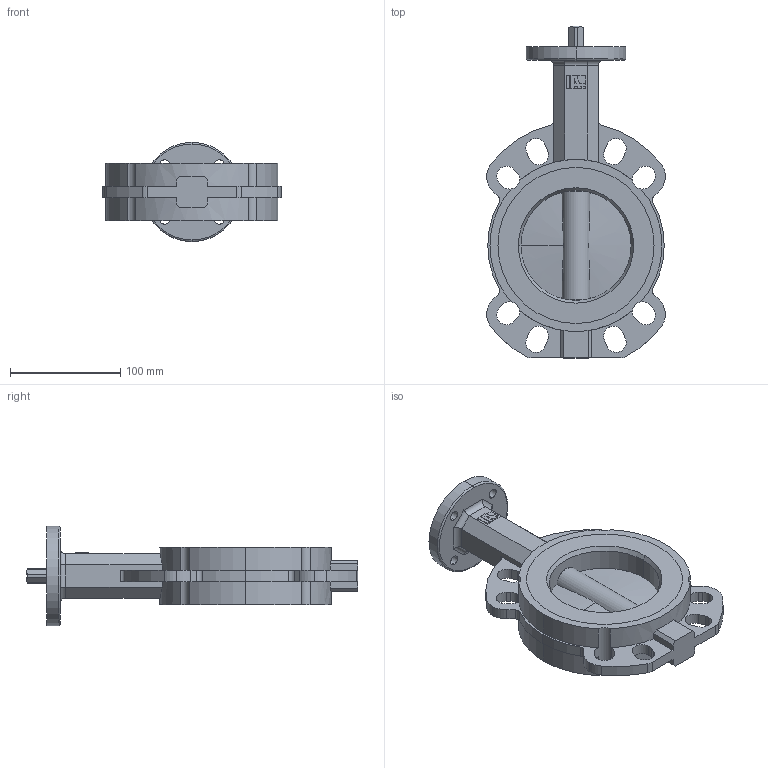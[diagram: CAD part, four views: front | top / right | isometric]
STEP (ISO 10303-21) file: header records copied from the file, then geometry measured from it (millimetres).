
FILE_DESCRIPTION (( 'STEP AP214' ), '1' );
FILE_NAME ('D10100.step', '2013-07-30T15:01:41', ( 'mbuehlmann' ), ( '' ), 'SwSTEP 2.0', 'SolidWorks 2012', '' );
FILE_SCHEMA (( 'AUTOMOTIVE_DESIGN' ));
Length unit declared in the file: millimetre
Products named in the file (6): ia-scheibe250_ia-scheibe100; ia-Dichtungbasic_Dichtung100; ia-Logo12_ia-Logo12; ia-4kt_ia-4kt100; BO.D10100; D10100
Assembly tree (5 placements, depth 2):
  D10100
    BO.D10100
    ia-4kt_ia-4kt100
    ia-Logo12_ia-Logo12
    ia-Dichtungbasic_Dichtung100
    ia-scheibe250_ia-scheibe100
Bounding box: 162 x 301 x 90 mm (x, y, z)
Volume: 943148.1 mm3; surface area: 184031.3 mm2
Topology: 5 solids, 5 shells, 202 faces, 574 edges, 374 vertices
Faces by surface type: cylinder 90, plane 82, cone 16, torus 12, sphere 2
Entity records: 7062 total; most frequent: CARTESIAN_POINT 1424, DIRECTION 1172, ORIENTED_EDGE 1142, EDGE_CURVE 571, AXIS2_PLACEMENT_3D 437, VERTEX_POINT 373, VECTOR 298, LINE 298
